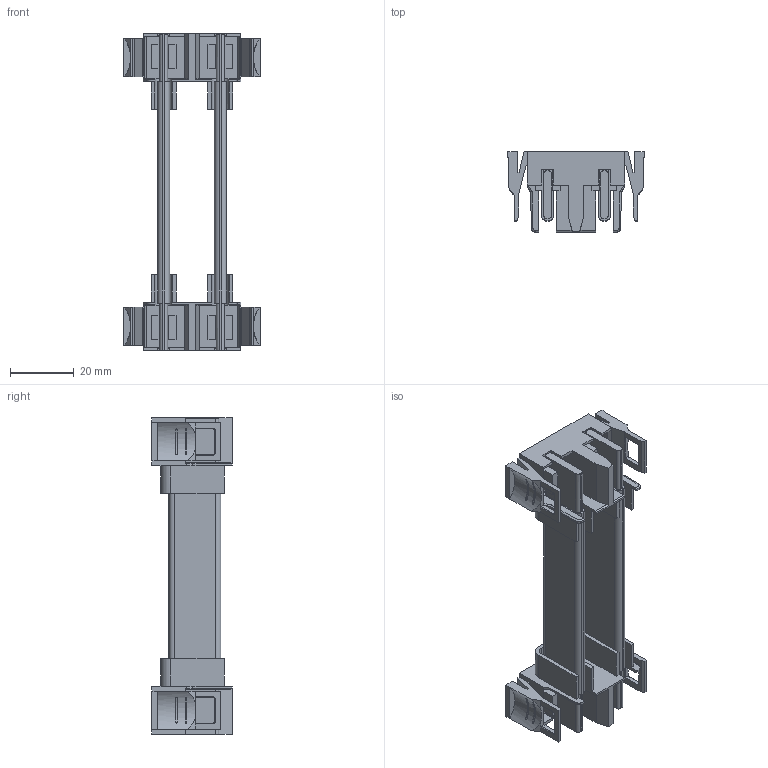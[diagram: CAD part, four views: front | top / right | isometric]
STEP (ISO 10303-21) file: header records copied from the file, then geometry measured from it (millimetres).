
FILE_DESCRIPTION(('CATIA V5 STEP Exchange','CAx-IF Rec.Pracs.--- Model Styling and Organization---1.4--- 2014-01-23'),'2;1');
FILE_NAME ('342185-2_1_2594960000_2594960000.stp','2019-11-05T08:35:33+00:00',('none'),('Weidmueller'),'CATIA Version 5-6 Release 2016 SP3 HF44','CATIA V5 STEP AP214','none');
FILE_SCHEMA(('AUTOMOTIVE_DESIGN { 1 0 10303 214 1 1 1 1 }'));
Length unit declared in the file: millimetre
Products named in the file (1): 2594960000
Bounding box: 42.7 x 25.2 x 99.25 mm (x, y, z)
Volume: 23559 mm3; surface area: 21267.3 mm2
Topology: 4 solids, 8 shells, 476 faces, 1336 edges, 884 vertices
Faces by surface type: plane 324, cylinder 136, bspline 8, torus 8
Entity records: 15641 total; most frequent: CARTESIAN_POINT 3577, ORIENTED_EDGE 2672, DIRECTION 1936, EDGE_CURVE 1336, VECTOR 1010, LINE 1010, VERTEX_POINT 884, AXIS2_PLACEMENT_3D 559
